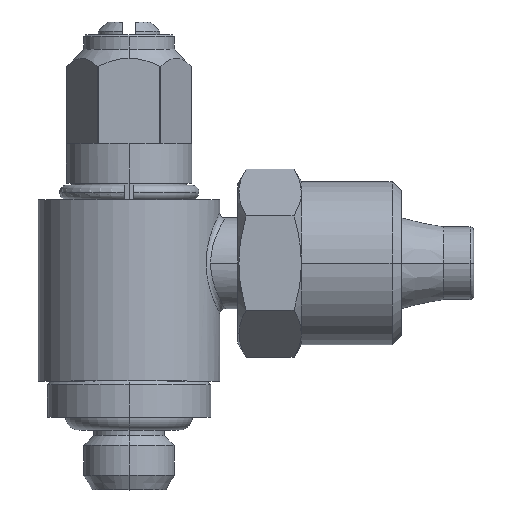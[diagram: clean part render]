
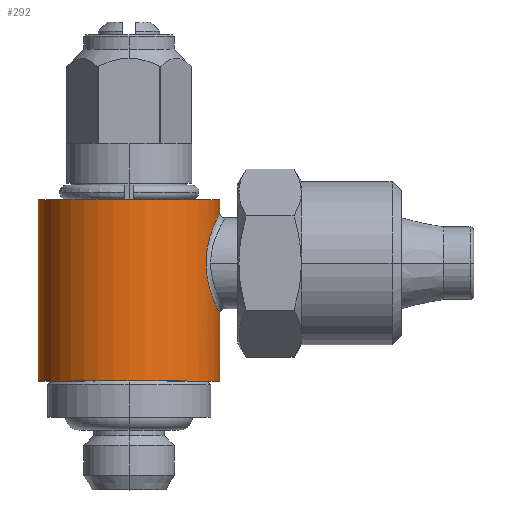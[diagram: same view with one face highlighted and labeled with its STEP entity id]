
A CAD part, top view. The second image highlights one B-rep face of the part: STEP entity #292.
In plain terms, the highlighted cylindrical face has radius 5 mm (diameter 10 mm), a partial arc.
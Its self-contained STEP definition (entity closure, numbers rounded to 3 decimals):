
#275 = ORIENTED_EDGE ( 'NONE', *, *, #344, .F. ) ;
#282 = EDGE_LOOP ( 'NONE', ( #293, #297, #309, #275, #345, #352, #349 ) ) ;
#292 = ADVANCED_FACE ( 'NONE', ( #1813 ), #1811, .T. ) ;
#293 = ORIENTED_EDGE ( 'NONE', *, *, #294, .F. ) ;
#294 = EDGE_CURVE ( 'NONE', #295, #296, #1812, .T. ) ;
#295 = VERTEX_POINT ( 'NONE', #1802 ) ;
#296 = VERTEX_POINT ( 'NONE', #1801 ) ;
#297 = ORIENTED_EDGE ( 'NONE', *, *, #298, .T. ) ;
#298 = EDGE_CURVE ( 'NONE', #295, #299, #1800, .T. ) ;
#299 = VERTEX_POINT ( 'NONE', #1796 ) ;
#306 = VERTEX_POINT ( 'NONE', #1850 ) ;
#308 = EDGE_CURVE ( 'NONE', #566, #306, #1830, .T. ) ;
#309 = ORIENTED_EDGE ( 'NONE', *, *, #356, .F. ) ;
#344 = EDGE_CURVE ( 'NONE', #566, #355, #2319, .T. ) ;
#345 = ORIENTED_EDGE ( 'NONE', *, *, #308, .T. ) ;
#346 = VERTEX_POINT ( 'NONE', #2315 ) ;
#348 = EDGE_CURVE ( 'NONE', #306, #346, #2314, .T. ) ;
#349 = ORIENTED_EDGE ( 'NONE', *, *, #350, .F. ) ;
#350 = EDGE_CURVE ( 'NONE', #296, #346, #2313, .T. ) ;
#352 = ORIENTED_EDGE ( 'NONE', *, *, #348, .T. ) ;
#355 = VERTEX_POINT ( 'NONE', #2357 ) ;
#356 = EDGE_CURVE ( 'NONE', #355, #299, #2356, .T. ) ;
#566 = VERTEX_POINT ( 'NONE', #3028 ) ;
#1796 = CARTESIAN_POINT ( 'NONE',  ( -5., 6., 0. ) ) ;
#1797 = DIRECTION ( 'NONE',  ( 0., -1., 0. ) ) ;
#1798 = VECTOR ( 'NONE', #1797, 1000. ) ;
#1799 = CARTESIAN_POINT ( 'NONE',  ( -5., 5.5, 0. ) ) ;
#1800 = LINE ( 'NONE', #1799, #1798 ) ;
#1801 = CARTESIAN_POINT ( 'NONE',  ( 5., 16., 0. ) ) ;
#1802 = CARTESIAN_POINT ( 'NONE',  ( -5., 16., 0. ) ) ;
#1803 = DIRECTION ( 'NONE',  ( 0., 0., -1. ) ) ;
#1804 = DIRECTION ( 'NONE',  ( 0., 1., 0. ) ) ;
#1805 = CARTESIAN_POINT ( 'NONE',  ( 0., 16., 0. ) ) ;
#1806 = AXIS2_PLACEMENT_3D ( 'NONE', #1805, #1804, #1803 ) ;
#1807 = DIRECTION ( 'NONE',  ( 1., 0., 0. ) ) ;
#1808 = DIRECTION ( 'NONE',  ( 0., -1., 0. ) ) ;
#1809 = CARTESIAN_POINT ( 'NONE',  ( 0., 5.5, 0. ) ) ;
#1810 = AXIS2_PLACEMENT_3D ( 'NONE', #1809, #1808, #1807 ) ;
#1811 = CYLINDRICAL_SURFACE ( 'NONE', #1810, 5. ) ;
#1812 = CIRCLE ( 'NONE', #1806, 5. ) ;
#1813 = FACE_OUTER_BOUND ( 'NONE', #282, .T. ) ;
#1830 = B_SPLINE_CURVE_WITH_KNOTS ( 'NONE', 3,
 ( #1885, #1884, #1883, #1882, #1881, #1880, #1879, #1878, #1877, #1876, #1875, #1874, #1873, #1872, #1871, #1870, #1869, #1868, #1867, #1866, #1865, #1864, #1863, #1862, #1861, #1860, #1859, #1858, #1857, #1856, #1855, #1854 ),
 .UNSPECIFIED., .F., .F.,
 ( 4, 2, 2, 2, 2, 2, 2, 2, 2, 2, 2, 2, 2, 2, 2, 4 ),
 ( 0.009, 0.009, 0.01, 0.011, 0.011, 0.012, 0.012, 0.013, 0.013, 0.014, 0.015, 0.015, 0.016, 0.016, 0.017, 0.017 ),
 .UNSPECIFIED. ) ;
#1850 = CARTESIAN_POINT ( 'NONE',  ( 4.992, 15.283, 0.288 ) ) ;
#1854 = CARTESIAN_POINT ( 'NONE',  ( 4.992, 15.283, 0.288 ) ) ;
#1855 = CARTESIAN_POINT ( 'NONE',  ( 4.982, 15.263, 0.464 ) ) ;
#1856 = CARTESIAN_POINT ( 'NONE',  ( 4.963, 15.224, 0.633 ) ) ;
#1857 = CARTESIAN_POINT ( 'NONE',  ( 4.91, 15.115, 0.959 ) ) ;
#1858 = CARTESIAN_POINT ( 'NONE',  ( 4.876, 15.043, 1.118 ) ) ;
#1859 = CARTESIAN_POINT ( 'NONE',  ( 4.798, 14.871, 1.415 ) ) ;
#1860 = CARTESIAN_POINT ( 'NONE',  ( 4.755, 14.772, 1.552 ) ) ;
#1861 = CARTESIAN_POINT ( 'NONE',  ( 4.664, 14.55, 1.807 ) ) ;
#1862 = CARTESIAN_POINT ( 'NONE',  ( 4.616, 14.426, 1.925 ) ) ;
#1863 = CARTESIAN_POINT ( 'NONE',  ( 4.523, 14.159, 2.134 ) ) ;
#1864 = CARTESIAN_POINT ( 'NONE',  ( 4.478, 14.017, 2.226 ) ) ;
#1865 = CARTESIAN_POINT ( 'NONE',  ( 4.395, 13.715, 2.386 ) ) ;
#1866 = CARTESIAN_POINT ( 'NONE',  ( 4.358, 13.554, 2.453 ) ) ;
#1867 = CARTESIAN_POINT ( 'NONE',  ( 4.297, 13.225, 2.557 ) ) ;
#1868 = CARTESIAN_POINT ( 'NONE',  ( 4.274, 13.053, 2.595 ) ) ;
#1869 = CARTESIAN_POINT ( 'NONE',  ( 4.247, 12.705, 2.64 ) ) ;
#1870 = CARTESIAN_POINT ( 'NONE',  ( 4.242, 12.531, 2.647 ) ) ;
#1871 = CARTESIAN_POINT ( 'NONE',  ( 4.253, 12.181, 2.63 ) ) ;
#1872 = CARTESIAN_POINT ( 'NONE',  ( 4.268, 12.005, 2.605 ) ) ;
#1873 = CARTESIAN_POINT ( 'NONE',  ( 4.314, 11.668, 2.527 ) ) ;
#1874 = CARTESIAN_POINT ( 'NONE',  ( 4.346, 11.505, 2.474 ) ) ;
#1875 = CARTESIAN_POINT ( 'NONE',  ( 4.419, 11.19, 2.34 ) ) ;
#1876 = CARTESIAN_POINT ( 'NONE',  ( 4.462, 11.037, 2.258 ) ) ;
#1877 = CARTESIAN_POINT ( 'NONE',  ( 4.552, 10.755, 2.072 ) ) ;
#1878 = CARTESIAN_POINT ( 'NONE',  ( 4.598, 10.623, 1.967 ) ) ;
#1879 = CARTESIAN_POINT ( 'NONE',  ( 4.739, 10.256, 1.614 ) ) ;
#1880 = CARTESIAN_POINT ( 'NONE',  ( 4.83, 10.056, 1.334 ) ) ;
#1881 = CARTESIAN_POINT ( 'NONE',  ( 4.928, 9.846, 0.859 ) ) ;
#1882 = CARTESIAN_POINT ( 'NONE',  ( 4.954, 9.792, 0.695 ) ) ;
#1883 = CARTESIAN_POINT ( 'NONE',  ( 4.99, 9.719, 0.354 ) ) ;
#1884 = CARTESIAN_POINT ( 'NONE',  ( 5., 9.7, 0.177 ) ) ;
#1885 = CARTESIAN_POINT ( 'NONE',  ( 5., 9.7, 0. ) ) ;
#2313 = LINE ( 'NONE', #2374, #2367 ) ;
#2314 = B_SPLINE_CURVE_WITH_KNOTS ( 'NONE', 3,
 ( #2373, #2372, #2371, #2370, #2369, #2368 ),
 .UNSPECIFIED., .F., .F.,
 ( 4, 2, 4 ),
 ( 0.017, 0.017, 0.017 ),
 .UNSPECIFIED. ) ;
#2315 = CARTESIAN_POINT ( 'NONE',  ( 5., 15.3, 0. ) ) ;
#2316 = DIRECTION ( 'NONE',  ( 0., -1., 0. ) ) ;
#2317 = VECTOR ( 'NONE', #2316, 1000. ) ;
#2318 = CARTESIAN_POINT ( 'NONE',  ( 5., 5.5, 0. ) ) ;
#2319 = LINE ( 'NONE', #2318, #2317 ) ;
#2352 = DIRECTION ( 'NONE',  ( 0., 0., 1. ) ) ;
#2353 = DIRECTION ( 'NONE',  ( 0., -1., 0. ) ) ;
#2354 = CARTESIAN_POINT ( 'NONE',  ( 0., 6., 0. ) ) ;
#2355 = AXIS2_PLACEMENT_3D ( 'NONE', #2354, #2353, #2352 ) ;
#2356 = CIRCLE ( 'NONE', #2355, 5. ) ;
#2357 = CARTESIAN_POINT ( 'NONE',  ( 5., 6., 0. ) ) ;
#2366 = DIRECTION ( 'NONE',  ( 0., -1., 0. ) ) ;
#2367 = VECTOR ( 'NONE', #2366, 1000. ) ;
#2368 = CARTESIAN_POINT ( 'NONE',  ( 5., 15.3, 0. ) ) ;
#2369 = CARTESIAN_POINT ( 'NONE',  ( 5., 15.3, 0.048 ) ) ;
#2370 = CARTESIAN_POINT ( 'NONE',  ( 4.999, 15.299, 0.096 ) ) ;
#2371 = CARTESIAN_POINT ( 'NONE',  ( 4.997, 15.293, 0.192 ) ) ;
#2372 = CARTESIAN_POINT ( 'NONE',  ( 4.994, 15.289, 0.24 ) ) ;
#2373 = CARTESIAN_POINT ( 'NONE',  ( 4.992, 15.283, 0.288 ) ) ;
#2374 = CARTESIAN_POINT ( 'NONE',  ( 5., 5.5, 0. ) ) ;
#3028 = CARTESIAN_POINT ( 'NONE',  ( 5., 9.7, 0. ) ) ;
